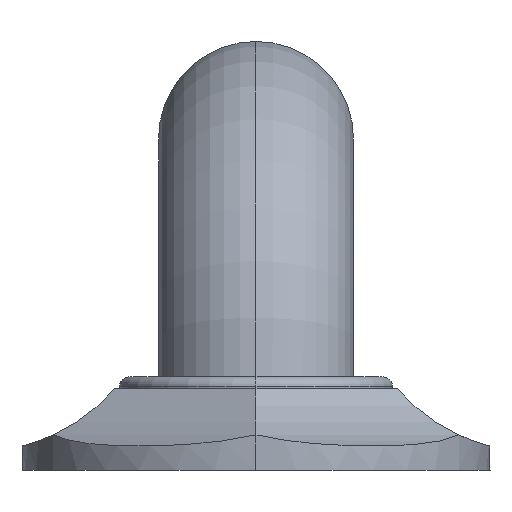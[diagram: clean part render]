
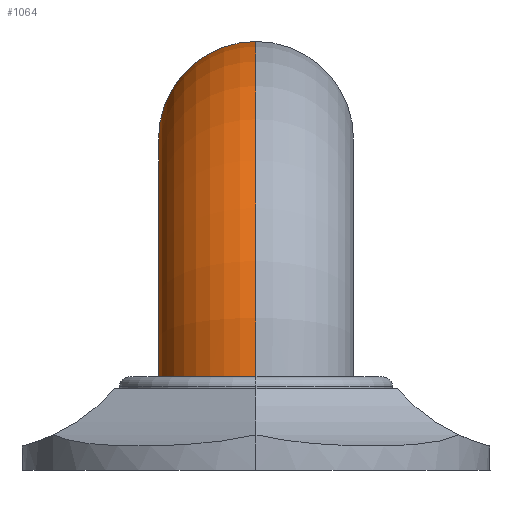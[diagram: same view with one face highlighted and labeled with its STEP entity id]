
A CAD part, left-side view. The second image highlights one B-rep face of the part: STEP entity #1064.
In plain terms, the highlighted toroidal (fillet/blend) face has major radius 41.275 mm and minor radius 15.875 mm.
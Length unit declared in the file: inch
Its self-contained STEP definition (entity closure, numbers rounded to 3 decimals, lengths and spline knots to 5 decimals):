
#262=CARTESIAN_POINT('',(-17.36999,0.,0.6));
#263=CARTESIAN_POINT('',(-17.36999,0.01867,0.6));
#264=CARTESIAN_POINT('',(-17.37166,0.05585,0.6));
#265=CARTESIAN_POINT('',(-17.37919,0.1114,0.6));
#266=CARTESIAN_POINT('',(-17.39166,0.16594,0.6));
#267=CARTESIAN_POINT('',(-17.40903,0.21932,0.6));
#268=CARTESIAN_POINT('',(-17.43107,0.27081,0.6));
#269=CARTESIAN_POINT('',(-17.45775,0.32033,0.6));
#270=CARTESIAN_POINT('',(-17.48868,0.36714,0.6));
#271=CARTESIAN_POINT('',(-17.52384,0.41117,0.6));
#272=CARTESIAN_POINT('',(-17.56271,0.45178,0.6));
#273=CARTESIAN_POINT('',(-17.60519,0.48886,0.6));
#274=CARTESIAN_POINT('',(-17.65076,0.52195,0.6));
#275=CARTESIAN_POINT('',(-17.69916,0.55085,0.6));
#276=CARTESIAN_POINT('',(-17.74999,0.5753,0.6));
#277=CARTESIAN_POINT('',(-17.80272,0.59509,0.6));
#278=CARTESIAN_POINT('',(-17.85713,0.6101,0.6));
#279=CARTESIAN_POINT('',(-17.91249,0.62014,0.6));
#280=CARTESIAN_POINT('',(-17.96872,0.62521,0.6));
#281=CARTESIAN_POINT('',(-18.02494,0.62522,0.6));
#282=CARTESIAN_POINT('',(-18.08113,0.62017,0.6));
#283=CARTESIAN_POINT('',(-18.13643,0.61015,0.6));
#284=CARTESIAN_POINT('',(-18.19076,0.59518,0.6));
#285=CARTESIAN_POINT('',(-18.24338,0.57544,0.6));
#286=CARTESIAN_POINT('',(-18.29409,0.55104,0.6));
#287=CARTESIAN_POINT('',(-18.34237,0.52222,0.6));
#288=CARTESIAN_POINT('',(-18.38783,0.48921,0.6));
#289=CARTESIAN_POINT('',(-18.43021,0.45221,0.6));
#290=CARTESIAN_POINT('',(-18.46899,0.41167,0.6));
#291=CARTESIAN_POINT('',(-18.50409,0.36769,0.6));
#292=CARTESIAN_POINT('',(-18.53498,0.32092,0.6));
#293=CARTESIAN_POINT('',(-18.56165,0.27138,0.6));
#294=CARTESIAN_POINT('',(-18.58369,0.21985,0.6));
#295=CARTESIAN_POINT('',(-18.60107,0.16637,0.6));
#296=CARTESIAN_POINT('',(-18.61355,0.11172,0.6));
#297=CARTESIAN_POINT('',(-18.6211,0.05602,0.6));
#298=CARTESIAN_POINT('',(-18.62278,0.01873,0.6));
#299=CARTESIAN_POINT('',(-18.62278,0.,0.6));
#350=CARTESIAN_POINT('',(-16.375,0.,0.5));
#351=DIRECTION('',(0.,1.,0.));
#352=DIRECTION('',(-0.995,0.,0.1));
#353=AXIS2_PLACEMENT_3D('',#350,#351,#352);
#355=CARTESIAN_POINT('',(-16.375,0.,0.5));
#356=DIRECTION('',(0.,1.,0.));
#357=DIRECTION('',(-0.999,0.,0.044));
#358=AXIS2_PLACEMENT_3D('',#355,#356,#357);
#369=CARTESIAN_POINT('',(-16.375,0.,2.125));
#370=DIRECTION('',(1.,0.,0.));
#371=DIRECTION('',(0.,0.,-1.));
#372=AXIS2_PLACEMENT_3D('',#369,#370,#371);
#762=CARTESIAN_POINT('',(-16.375,0.,1.5));
#763=CARTESIAN_POINT('',(-16.375,0.,2.75));
#764=VERTEX_POINT('',#762);
#765=VERTEX_POINT('',#763);
#770=VERTEX_POINT('',#262);
#771=VERTEX_POINT('',#299);
#1050=CARTESIAN_POINT('',(-16.375,0.,0.5));
#1051=DIRECTION('',(0.,1.,0.));
#1052=DIRECTION('',(1.,0.,0.));
#1053=AXIS2_PLACEMENT_3D('',#1050,#1051,#1052);
#1054=TOROIDAL_SURFACE('',#1053,1.625,0.625);
#1055=ORIENTED_EDGE('',*,*,#1031,.F.);
#1057=ORIENTED_EDGE('',*,*,#1056,.T.);
#1059=ORIENTED_EDGE('',*,*,#1058,.T.);
#1061=ORIENTED_EDGE('',*,*,#1060,.F.);
#1062=EDGE_LOOP('',(#1055,#1057,#1059,#1061));
#1063=FACE_OUTER_BOUND('',#1062,.F.);
#1064=ADVANCED_FACE('',(#1063),#1054,.T.);
#300=B_SPLINE_CURVE_WITH_KNOTS('',3,(#262,#263,#264,#265,#266,#267,#268,#269,
#270,#271,#272,#273,#274,#275,#276,#277,#278,#279,#280,#281,#282,#283,#284,#285,
#286,#287,#288,#289,#290,#291,#292,#293,#294,#295,#296,#297,#298,#299),
.UNSPECIFIED.,.F.,.F.,(4,1,1,1,1,1,1,1,1,1,1,1,1,1,1,1,1,1,1,1,1,1,1,1,1,1,1,1,
1,1,1,1,1,1,1,4),(0.,0.02857,0.05714,0.08571,
0.11429,0.14286,0.17143,0.2,0.22857,
0.25714,0.28571,0.31429,0.34286,
0.37143,0.4,0.42857,0.45714,0.48571,
0.51429,0.54286,0.57143,0.6,0.62857,
0.65714,0.68571,0.71429,0.74286,
0.77143,0.8,0.82857,0.85714,0.88571,
0.91429,0.94286,0.97143,1.),.UNSPECIFIED.);
#354=CIRCLE('',#353,1.);
#359=CIRCLE('',#358,2.25);
#373=CIRCLE('',#372,0.625);
#1031=EDGE_CURVE('',#770,#771,#300,.T.);
#1056=EDGE_CURVE('',#770,#764,#354,.T.);
#1058=EDGE_CURVE('',#764,#765,#373,.T.);
#1060=EDGE_CURVE('',#771,#765,#359,.T.);
